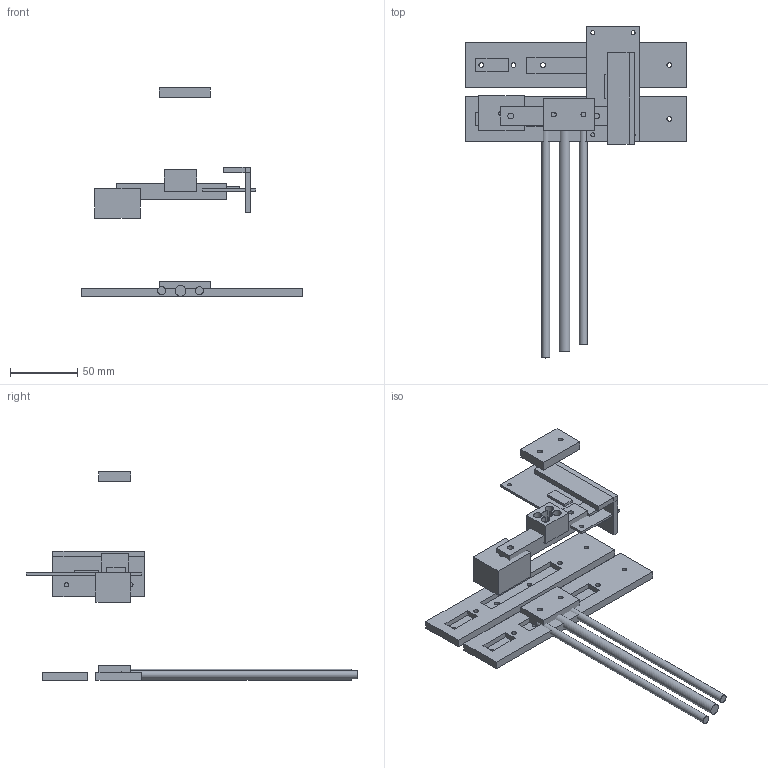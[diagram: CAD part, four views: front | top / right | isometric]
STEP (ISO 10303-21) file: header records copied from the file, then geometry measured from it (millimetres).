
FILE_DESCRIPTION(('FreeCAD Model'),'2;1');
FILE_NAME('Open CASCADE Shape Model','2026-02-18T17:09:39',('FreeCAD'),( 'FreeCAD'),'Open CASCADE STEP processor 7.8','FreeCAD','Unknown');
FILE_SCHEMA(('AUTOMOTIVE_DESIGN { 1 0 10303 214 1 1 1 1 }'));
Length unit declared in the file: millimetre
Products named in the file (1): Open CASCADE STEP translator 7.8 1
Bounding box: 165 x 247 x 155 mm (x, y, z)
Volume: 142365.5 mm3; surface area: 77538.9 mm2
Topology: 12 solids, 13 shells, 163 faces, 364 edges, 240 vertices
Faces by surface type: plane 119, cylinder 44
Full cylindrical faces by diameter (mm): 3 x4, 3.2 x3, 3.6 x16, 4 x4, 4.4 x1, 6 x2, 8 x1
Entity records: 4584 total; most frequent: DIRECTION 780, CARTESIAN_POINT 768, ORIENTED_EDGE 728, EDGE_CURVE 364, LINE 276, VECTOR 276, AXIS2_PLACEMENT_3D 252, VERTEX_POINT 240
